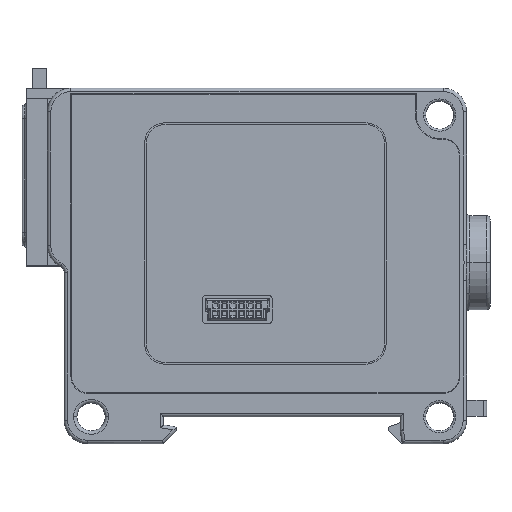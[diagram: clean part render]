
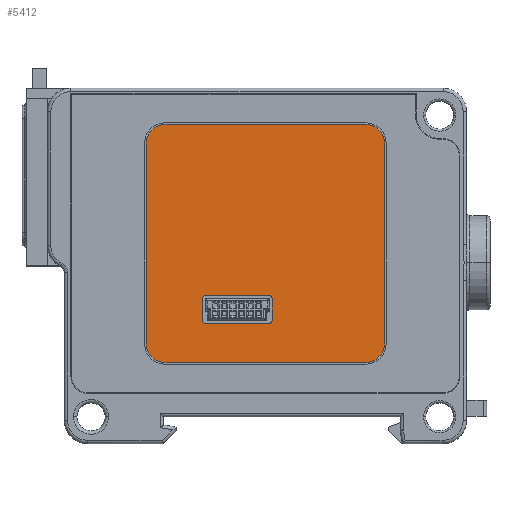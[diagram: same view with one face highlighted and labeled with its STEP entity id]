
A CAD part, top view. The second image highlights one B-rep face of the part: STEP entity #5412.
In plain terms, the highlighted planar face has unit normal (0, 0, 1).
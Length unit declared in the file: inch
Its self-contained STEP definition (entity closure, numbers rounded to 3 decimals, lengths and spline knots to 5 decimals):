
#501 = ORIENTED_EDGE ( 'NONE', *, *, #32957, .T. ) ;
#671 = EDGE_CURVE ( 'NONE', #32868, #19999, #22635, .T. ) ;
#1279 = DIRECTION ( 'NONE',  ( -1., 0., 0. ) ) ;
#1454 = AXIS2_PLACEMENT_3D ( 'NONE', #17162, #43205, #20928 ) ;
#1501 = DIRECTION ( 'NONE',  ( 0., 0., -1. ) ) ;
#1612 = CARTESIAN_POINT ( 'NONE',  ( -0.05118, 0.72441, 0.29094 ) ) ;
#1677 = ORIENTED_EDGE ( 'NONE', *, *, #3680, .T. ) ;
#2512 = DIRECTION ( 'NONE',  ( 0., 0., -1. ) ) ;
#2576 = VECTOR ( 'NONE', #3537, 39.37008 ) ;
#2806 = ORIENTED_EDGE ( 'NONE', *, *, #38339, .T. ) ;
#2947 = VERTEX_POINT ( 'NONE', #42611 ) ;
#3015 = VECTOR ( 'NONE', #13494, 39.37008 ) ;
#3242 = CARTESIAN_POINT ( 'NONE',  ( -0.44094, 0.72441, 0.29094 ) ) ;
#3537 = DIRECTION ( 'NONE',  ( 0., 1., 0. ) ) ;
#3680 = EDGE_CURVE ( 'NONE', #12822, #23506, #4256, .T. ) ;
#4025 = CARTESIAN_POINT ( 'NONE',  ( -0.0315, 0.85039, 0.29094 ) ) ;
#4256 = CIRCLE ( 'NONE', #6548, 0.01969 ) ;
#5412 = ADVANCED_FACE ( 'NONE', ( #15736, #36762 ), #35704, .F. ) ;
#6352 = VERTEX_POINT ( 'NONE', #34872 ) ;
#6548 = AXIS2_PLACEMENT_3D ( 'NONE', #1612, #1501, #1279 ) ;
#6855 = CARTESIAN_POINT ( 'NONE',  ( -0.05118, 0.85039, 0.29094 ) ) ;
#7009 = CARTESIAN_POINT ( 'NONE',  ( -0.77165, 1.87598, 0.29094 ) ) ;
#7168 = VERTEX_POINT ( 'NONE', #38856 ) ;
#7731 = EDGE_CURVE ( 'NONE', #42112, #30824, #35663, .T. ) ;
#7866 = VERTEX_POINT ( 'NONE', #24853 ) ;
#8439 = CARTESIAN_POINT ( 'NONE',  ( 0.51181, 1.75787, 0.29094 ) ) ;
#9472 = AXIS2_PLACEMENT_3D ( 'NONE', #6855, #33089, #10656 ) ;
#9482 = ORIENTED_EDGE ( 'NONE', *, *, #10744, .T. ) ;
#9754 = AXIS2_PLACEMENT_3D ( 'NONE', #15062, #41124, #18833 ) ;
#9986 = ORIENTED_EDGE ( 'NONE', *, *, #37278, .T. ) ;
#10198 = ORIENTED_EDGE ( 'NONE', *, *, #7731, .F. ) ;
#10290 = EDGE_CURVE ( 'NONE', #27965, #13428, #39882, .T. ) ;
#10656 = DIRECTION ( 'NONE',  ( -1., 0., 0. ) ) ;
#10744 = EDGE_CURVE ( 'NONE', #44944, #27965, #47135, .T. ) ;
#11201 = CIRCLE ( 'NONE', #1454, 0.11811 ) ;
#11672 = VERTEX_POINT ( 'NONE', #23915 ) ;
#12244 = DIRECTION ( 'NONE',  ( 1., 0., 0. ) ) ;
#12280 = CARTESIAN_POINT ( 'NONE',  ( -0.77165, 0.47441, 0.29094 ) ) ;
#12439 = CIRCLE ( 'NONE', #38486, 0.11811 ) ;
#12818 = EDGE_CURVE ( 'NONE', #6352, #7168, #38026, .T. ) ;
#12822 = VERTEX_POINT ( 'NONE', #38398 ) ;
#13083 = CARTESIAN_POINT ( 'NONE',  ( -0.44094, 0.85039, 0.29094 ) ) ;
#13413 = CARTESIAN_POINT ( 'NONE',  ( -0.42126, 0.87008, 0.29094 ) ) ;
#13428 = VERTEX_POINT ( 'NONE', #23740 ) ;
#13494 = DIRECTION ( 'NONE',  ( -1., 0., 0. ) ) ;
#13667 = AXIS2_PLACEMENT_3D ( 'NONE', #25094, #2512, #28841 ) ;
#13951 = CARTESIAN_POINT ( 'NONE',  ( -0.05118, 0.70472, 0.29094 ) ) ;
#14542 = VECTOR ( 'NONE', #26418, 39.37008 ) ;
#15062 = CARTESIAN_POINT ( 'NONE',  ( 0.51181, 0.59252, 0.29094 ) ) ;
#15736 = FACE_OUTER_BOUND ( 'NONE', #31627, .T. ) ;
#15800 = VECTOR ( 'NONE', #42355, 39.37008 ) ;
#16637 = ORIENTED_EDGE ( 'NONE', *, *, #32803, .T. ) ;
#16780 = DIRECTION ( 'NONE',  ( 0., 0., -1. ) ) ;
#17162 = CARTESIAN_POINT ( 'NONE',  ( -0.65354, 0.59252, 0.29094 ) ) ;
#17419 = VECTOR ( 'NONE', #35955, 39.37008 ) ;
#17549 = CARTESIAN_POINT ( 'NONE',  ( -0.65354, 1.75787, 0.29094 ) ) ;
#17998 = CARTESIAN_POINT ( 'NONE',  ( 0.51181, 0.47441, 0.29094 ) ) ;
#18833 = DIRECTION ( 'NONE',  ( 1., 0., 0. ) ) ;
#19199 = ORIENTED_EDGE ( 'NONE', *, *, #33940, .F. ) ;
#19298 = CARTESIAN_POINT ( 'NONE',  ( -0.05118, 0.70472, 0.29094 ) ) ;
#19999 = VERTEX_POINT ( 'NONE', #13083 ) ;
#20192 = CARTESIAN_POINT ( 'NONE',  ( 0.62992, 0.47441, 0.29094 ) ) ;
#20928 = DIRECTION ( 'NONE',  ( 1., 0., 0. ) ) ;
#21326 = DIRECTION ( 'NONE',  ( 1., 0., 0. ) ) ;
#21478 = AXIS2_PLACEMENT_3D ( 'NONE', #35073, #35062, #34937 ) ;
#22635 = LINE ( 'NONE', #3242, #2576 ) ;
#23070 = LINE ( 'NONE', #13951, #3015 ) ;
#23304 = VECTOR ( 'NONE', #46367, 39.37008 ) ;
#23506 = VERTEX_POINT ( 'NONE', #19298 ) ;
#23740 = CARTESIAN_POINT ( 'NONE',  ( -0.0315, 0.85039, 0.29094 ) ) ;
#23915 = CARTESIAN_POINT ( 'NONE',  ( -0.65354, 1.87598, 0.29094 ) ) ;
#24019 = VECTOR ( 'NONE', #33070, 39.37008 ) ;
#24384 = EDGE_CURVE ( 'NONE', #11672, #2947, #25186, .T. ) ;
#24780 = CARTESIAN_POINT ( 'NONE',  ( -0.05118, 0.87008, 0.29094 ) ) ;
#24847 = CARTESIAN_POINT ( 'NONE',  ( 0.62992, 1.75787, 0.29094 ) ) ;
#24853 = CARTESIAN_POINT ( 'NONE',  ( -0.65354, 0.47441, 0.29094 ) ) ;
#25094 = CARTESIAN_POINT ( 'NONE',  ( -0.42126, 0.85039, 0.29094 ) ) ;
#25186 = LINE ( 'NONE', #7009, #24019 ) ;
#25830 = CARTESIAN_POINT ( 'NONE',  ( -0.42126, 0.87008, 0.29094 ) ) ;
#26418 = DIRECTION ( 'NONE',  ( 0., -1., 0. ) ) ;
#27487 = ORIENTED_EDGE ( 'NONE', *, *, #24384, .F. ) ;
#27965 = VERTEX_POINT ( 'NONE', #24780 ) ;
#28841 = DIRECTION ( 'NONE',  ( -1., 0., 0. ) ) ;
#29621 = ORIENTED_EDGE ( 'NONE', *, *, #44224, .T. ) ;
#30824 = VERTEX_POINT ( 'NONE', #39045 ) ;
#30894 = EDGE_CURVE ( 'NONE', #19999, #44944, #41499, .T. ) ;
#30976 = AXIS2_PLACEMENT_3D ( 'NONE', #17549, #43584, #21326 ) ;
#31627 = EDGE_LOOP ( 'NONE', ( #27487, #39981, #47948, #501, #19199, #2806, #10198, #16637 ) ) ;
#32412 = ORIENTED_EDGE ( 'NONE', *, *, #43666, .T. ) ;
#32803 = EDGE_CURVE ( 'NONE', #42112, #2947, #12439, .T. ) ;
#32868 = VERTEX_POINT ( 'NONE', #35125 ) ;
#32947 = AXIS2_PLACEMENT_3D ( 'NONE', #39114, #16780, #42842 ) ;
#32957 = EDGE_CURVE ( 'NONE', #6352, #7866, #11201, .T. ) ;
#33070 = DIRECTION ( 'NONE',  ( 1., 0., 0. ) ) ;
#33089 = DIRECTION ( 'NONE',  ( 0., 0., -1. ) ) ;
#33184 = LINE ( 'NONE', #20192, #23304 ) ;
#33452 = ORIENTED_EDGE ( 'NONE', *, *, #30894, .T. ) ;
#33940 = EDGE_CURVE ( 'NONE', #39715, #7866, #33184, .T. ) ;
#34641 = DIRECTION ( 'NONE',  ( 0., 0., 1. ) ) ;
#34676 = DIRECTION ( 'NONE',  ( 0., 1., 0. ) ) ;
#34872 = CARTESIAN_POINT ( 'NONE',  ( -0.77165, 0.59252, 0.29094 ) ) ;
#34937 = DIRECTION ( 'NONE',  ( 1., 0., 0. ) ) ;
#35062 = DIRECTION ( 'NONE',  ( 0., 0., -1. ) ) ;
#35073 = CARTESIAN_POINT ( 'NONE',  ( -0.77165, 0.47441, 0.29094 ) ) ;
#35125 = CARTESIAN_POINT ( 'NONE',  ( -0.44094, 0.72441, 0.29094 ) ) ;
#35663 = LINE ( 'NONE', #42519, #15800 ) ;
#35704 = PLANE ( 'NONE',  #21478 ) ;
#35955 = DIRECTION ( 'NONE',  ( 1., 0., 0. ) ) ;
#36093 = CIRCLE ( 'NONE', #32947, 0.01969 ) ;
#36762 = FACE_BOUND ( 'NONE', #37261, .T. ) ;
#37261 = EDGE_LOOP ( 'NONE', ( #46005, #33452, #9482, #40818, #29621, #1677, #32412, #9986 ) ) ;
#37278 = EDGE_CURVE ( 'NONE', #39191, #32868, #36093, .T. ) ;
#38026 = LINE ( 'NONE', #12280, #47893 ) ;
#38339 = EDGE_CURVE ( 'NONE', #39715, #30824, #39985, .T. ) ;
#38398 = CARTESIAN_POINT ( 'NONE',  ( -0.0315, 0.72441, 0.29094 ) ) ;
#38486 = AXIS2_PLACEMENT_3D ( 'NONE', #8439, #34641, #12244 ) ;
#38856 = CARTESIAN_POINT ( 'NONE',  ( -0.77165, 1.75787, 0.29094 ) ) ;
#39045 = CARTESIAN_POINT ( 'NONE',  ( 0.62992, 0.59252, 0.29094 ) ) ;
#39114 = CARTESIAN_POINT ( 'NONE',  ( -0.42126, 0.72441, 0.29094 ) ) ;
#39191 = VERTEX_POINT ( 'NONE', #46432 ) ;
#39715 = VERTEX_POINT ( 'NONE', #17998 ) ;
#39882 = CIRCLE ( 'NONE', #9472, 0.01969 ) ;
#39981 = ORIENTED_EDGE ( 'NONE', *, *, #45257, .T. ) ;
#39985 = CIRCLE ( 'NONE', #9754, 0.11811 ) ;
#40818 = ORIENTED_EDGE ( 'NONE', *, *, #10290, .T. ) ;
#41124 = DIRECTION ( 'NONE',  ( 0., 0., 1. ) ) ;
#41499 = CIRCLE ( 'NONE', #13667, 0.01969 ) ;
#42112 = VERTEX_POINT ( 'NONE', #24847 ) ;
#42355 = DIRECTION ( 'NONE',  ( 0., -1., 0. ) ) ;
#42519 = CARTESIAN_POINT ( 'NONE',  ( 0.62992, 1.87598, 0.29094 ) ) ;
#42611 = CARTESIAN_POINT ( 'NONE',  ( 0.51181, 1.87598, 0.29094 ) ) ;
#42842 = DIRECTION ( 'NONE',  ( 1., 0., 0. ) ) ;
#43100 = LINE ( 'NONE', #4025, #14542 ) ;
#43205 = DIRECTION ( 'NONE',  ( 0., 0., 1. ) ) ;
#43584 = DIRECTION ( 'NONE',  ( 0., 0., 1. ) ) ;
#43666 = EDGE_CURVE ( 'NONE', #23506, #39191, #23070, .T. ) ;
#44224 = EDGE_CURVE ( 'NONE', #13428, #12822, #43100, .T. ) ;
#44944 = VERTEX_POINT ( 'NONE', #25830 ) ;
#45257 = EDGE_CURVE ( 'NONE', #11672, #7168, #45834, .T. ) ;
#45834 = CIRCLE ( 'NONE', #30976, 0.11811 ) ;
#46005 = ORIENTED_EDGE ( 'NONE', *, *, #671, .T. ) ;
#46367 = DIRECTION ( 'NONE',  ( -1., 0., 0. ) ) ;
#46432 = CARTESIAN_POINT ( 'NONE',  ( -0.42126, 0.70472, 0.29094 ) ) ;
#47135 = LINE ( 'NONE', #13413, #17419 ) ;
#47893 = VECTOR ( 'NONE', #34676, 39.37008 ) ;
#47948 = ORIENTED_EDGE ( 'NONE', *, *, #12818, .F. ) ;
